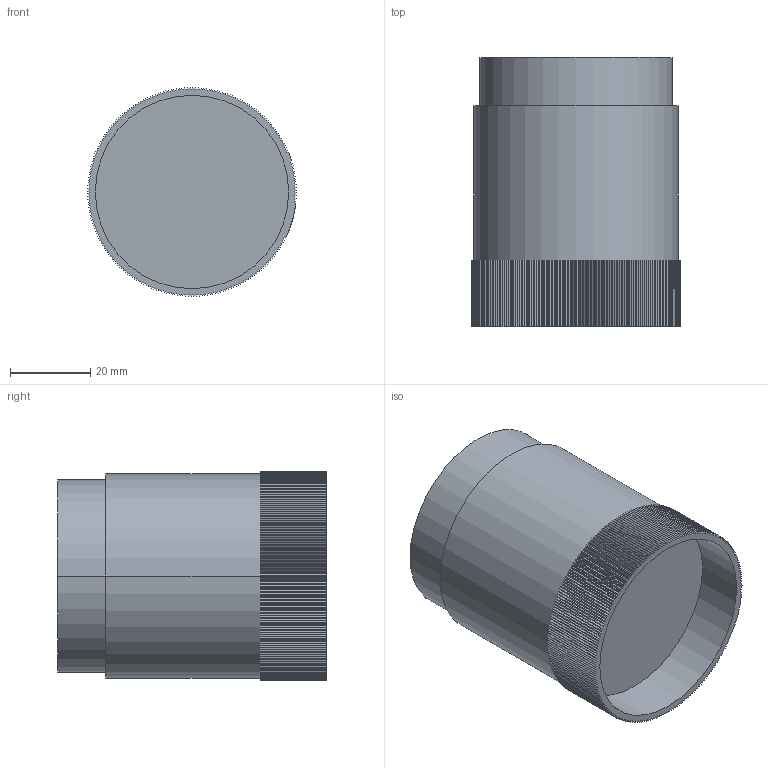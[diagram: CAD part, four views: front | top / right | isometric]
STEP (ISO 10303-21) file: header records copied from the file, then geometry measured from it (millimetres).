
FILE_DESCRIPTION(('STEP AP214'),'1');
FILE_NAME('cctmp_E88295B7-38A1-4F1C-A1EC-2FCBB7FCF233_2023_10_16_23_12_53_0609..stp','2023-10-16T21:12:54',('SIEMENS A&D'),('CADClick - www.CADClick.com'),'Spatial InterOp 3D postprocessed',' ','unknown authorization');
FILE_SCHEMA(('AUTOMOTIVE_DESIGN'));
Length unit declared in the file: millimetre
Products named in the file (1): 2023_10_16_23_12_53_0562
Bounding box: 52 x 67 x 52 mm (x, y, z)
Volume: 112601 mm3; surface area: 17743.7 mm2
Topology: 1 solids, 1 shells, 783 faces, 2215 edges, 1466 vertices
Faces by surface type: plane 657, bspline 118, cylinder 8
Entity records: 33378 total; most frequent: CARTESIAN_POINT 11487, ORIENTED_EDGE 4430, DIRECTION 3341, EDGE_CURVE 2215, LINE 1949, VECTOR 1949, VERTEX_POINT 1466, EDGE_LOOP 815
